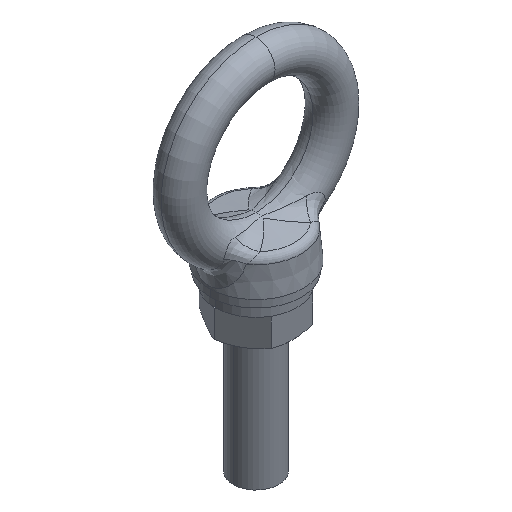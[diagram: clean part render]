
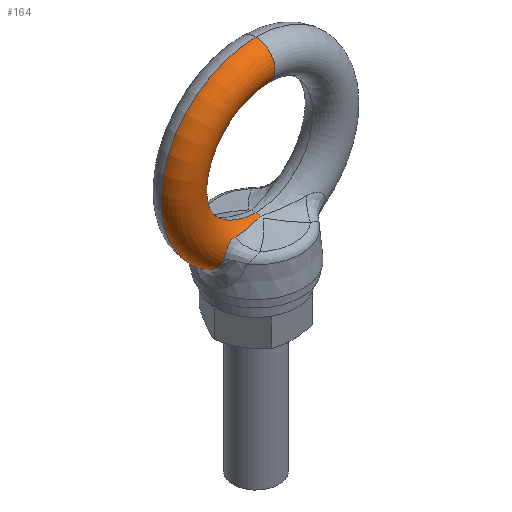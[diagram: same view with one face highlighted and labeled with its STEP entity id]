
A CAD part, isometric view. The second image highlights one B-rep face of the part: STEP entity #164.
In plain terms, the highlighted toroidal (fillet/blend) face has major radius 20 mm and minor radius 5 mm.
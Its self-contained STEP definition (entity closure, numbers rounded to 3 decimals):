
#107 = ORIENTED_EDGE ( 'NONE', *, *, #108, .T. ) ;
#108 = EDGE_CURVE ( 'NONE', #161, #162, #3305, .T. ) ;
#109 = ORIENTED_EDGE ( 'NONE', *, *, #110, .T. ) ;
#110 = EDGE_CURVE ( 'NONE', #162, #111, #3291, .T. ) ;
#111 = VERTEX_POINT ( 'NONE', #3292 ) ;
#112 = ORIENTED_EDGE ( 'NONE', *, *, #113, .T. ) ;
#113 = EDGE_CURVE ( 'NONE', #111, #114, #3270, .T. ) ;
#114 = VERTEX_POINT ( 'NONE', #3269 ) ;
#115 = ORIENTED_EDGE ( 'NONE', *, *, #221, .T. ) ;
#116 = ORIENTED_EDGE ( 'NONE', *, *, #117, .F. ) ;
#117 = EDGE_CURVE ( 'NONE', #118, #158, #3351, .T. ) ;
#118 = VERTEX_POINT ( 'NONE', #3209 ) ;
#158 = VERTEX_POINT ( 'NONE', #3563 ) ;
#159 = ORIENTED_EDGE ( 'NONE', *, *, #160, .T. ) ;
#160 = EDGE_CURVE ( 'NONE', #118, #161, #3550, .T. ) ;
#161 = VERTEX_POINT ( 'NONE', #3551 ) ;
#162 = VERTEX_POINT ( 'NONE', #3652 ) ;
#164 = ADVANCED_FACE ( 'NONE', ( #3625 ), #3622, .T. ) ;
#165 = EDGE_LOOP ( 'NONE', ( #116, #159, #107, #109, #112, #115, #220 ) ) ;
#218 = EDGE_CURVE ( 'NONE', #158, #222, #4104, .T. ) ;
#220 = ORIENTED_EDGE ( 'NONE', *, *, #218, .F. ) ;
#221 = EDGE_CURVE ( 'NONE', #114, #222, #4117, .T. ) ;
#222 = VERTEX_POINT ( 'NONE', #4112 ) ;
#3201 = CARTESIAN_POINT ( 'NONE',  ( -2.017, -1.736, -15.181 ) ) ;
#3202 = CARTESIAN_POINT ( 'NONE',  ( -3.202, -2.06, -15.123 ) ) ;
#3203 = CARTESIAN_POINT ( 'NONE',  ( -3.986, -2.292, -15.049 ) ) ;
#3204 = CARTESIAN_POINT ( 'NONE',  ( -5.545, -2.754, -14.835 ) ) ;
#3205 = CARTESIAN_POINT ( 'NONE',  ( -6.319, -2.985, -14.695 ) ) ;
#3206 = CARTESIAN_POINT ( 'NONE',  ( -7.858, -3.439, -14.368 ) ) ;
#3207 = CARTESIAN_POINT ( 'NONE',  ( -8.623, -3.661, -14.179 ) ) ;
#3208 = CARTESIAN_POINT ( 'NONE',  ( -9.389, -3.872, -13.976 ) ) ;
#3209 = CARTESIAN_POINT ( 'NONE',  ( 0., 0., 25. ) ) ;
#3210 = CARTESIAN_POINT ( 'NONE',  ( -9.389, -3.872, -13.976 ) ) ;
#3211 = CARTESIAN_POINT ( 'NONE',  ( -9.623, -3.937, -13.914 ) ) ;
#3212 = CARTESIAN_POINT ( 'NONE',  ( -9.858, -4.007, -13.86 ) ) ;
#3213 = CARTESIAN_POINT ( 'NONE',  ( -10.326, -4.157, -13.78 ) ) ;
#3214 = CARTESIAN_POINT ( 'NONE',  ( -10.56, -4.236, -13.753 ) ) ;
#3215 = CARTESIAN_POINT ( 'NONE',  ( -11.03, -4.402, -13.747 ) ) ;
#3216 = CARTESIAN_POINT ( 'NONE',  ( -11.268, -4.49, -13.768 ) ) ;
#3217 = CARTESIAN_POINT ( 'NONE',  ( -11.612, -4.617, -13.855 ) ) ;
#3218 = CARTESIAN_POINT ( 'NONE',  ( -11.726, -4.658, -13.893 ) ) ;
#3219 = CARTESIAN_POINT ( 'NONE',  ( -11.944, -4.736, -13.988 ) ) ;
#3220 = CARTESIAN_POINT ( 'NONE',  ( -12.048, -4.773, -14.045 ) ) ;
#3221 = CARTESIAN_POINT ( 'NONE',  ( -12.348, -4.872, -14.245 ) ) ;
#3222 = CARTESIAN_POINT ( 'NONE',  ( -12.53, -4.925, -14.42 ) ) ;
#3223 = CARTESIAN_POINT ( 'NONE',  ( -12.831, -4.99, -14.819 ) ) ;
#3224 = CARTESIAN_POINT ( 'NONE',  ( -12.95, -5.003, -15.037 ) ) ;
#3225 = CARTESIAN_POINT ( 'NONE',  ( -13.139, -4.995, -15.503 ) ) ;
#3226 = CARTESIAN_POINT ( 'NONE',  ( -13.207, -4.974, -15.747 ) ) ;
#3227 = CARTESIAN_POINT ( 'NONE',  ( -13.296, -4.907, -16.232 ) ) ;
#3228 = CARTESIAN_POINT ( 'NONE',  ( -13.317, -4.862, -16.476 ) ) ;
#3268 = CARTESIAN_POINT ( 'NONE',  ( -13.319, -4.806, -16.721 ) ) ;
#3269 = CARTESIAN_POINT ( 'NONE',  ( 0., -1.397, -15.199 ) ) ;
#3270 = B_SPLINE_CURVE_WITH_KNOTS ( 'NONE', 3,
 ( #3208, #3207, #3206, #3205, #3204, #3203, #3202, #3201, #3355, #3354, #3353, #3352 ),
 .UNSPECIFIED., .F., .F.,
 ( 4, 2, 2, 2, 2, 4 ),
 ( 0., 0.002, 0.005, 0.007, 0.009, 0.01 ),
 .UNSPECIFIED. ) ;
#3271 = CARTESIAN_POINT ( 'NONE',  ( -13.319, -4.806, -16.721 ) ) ;
#3272 = CARTESIAN_POINT ( 'NONE',  ( -13.321, -4.745, -16.995 ) ) ;
#3273 = CARTESIAN_POINT ( 'NONE',  ( -13.346, -4.664, -17.264 ) ) ;
#3274 = CARTESIAN_POINT ( 'NONE',  ( -13.439, -4.457, -17.771 ) ) ;
#3275 = CARTESIAN_POINT ( 'NONE',  ( -13.507, -4.333, -18.008 ) ) ;
#3276 = CARTESIAN_POINT ( 'NONE',  ( -13.632, -4.11, -18.339 ) ) ;
#3277 = CARTESIAN_POINT ( 'NONE',  ( -13.677, -4.03, -18.445 ) ) ;
#3278 = CARTESIAN_POINT ( 'NONE',  ( -13.771, -3.863, -18.644 ) ) ;
#3279 = CARTESIAN_POINT ( 'NONE',  ( -13.82, -3.774, -18.737 ) ) ;
#3280 = CARTESIAN_POINT ( 'NONE',  ( -13.968, -3.497, -19.002 ) ) ;
#3281 = CARTESIAN_POINT ( 'NONE',  ( -14.071, -3.296, -19.158 ) ) ;
#3282 = CARTESIAN_POINT ( 'NONE',  ( -14.27, -2.858, -19.436 ) ) ;
#3283 = CARTESIAN_POINT ( 'NONE',  ( -14.365, -2.625, -19.555 ) ) ;
#3284 = CARTESIAN_POINT ( 'NONE',  ( -14.535, -2.141, -19.756 ) ) ;
#3285 = CARTESIAN_POINT ( 'NONE',  ( -14.61, -1.889, -19.839 ) ) ;
#3286 = CARTESIAN_POINT ( 'NONE',  ( -14.733, -1.365, -19.972 ) ) ;
#3287 = CARTESIAN_POINT ( 'NONE',  ( -14.782, -1.094, -20.021 ) ) ;
#3288 = CARTESIAN_POINT ( 'NONE',  ( -14.846, -0.551, -20.086 ) ) ;
#3289 = CARTESIAN_POINT ( 'NONE',  ( -14.862, -0.277, -20.103 ) ) ;
#3290 = CARTESIAN_POINT ( 'NONE',  ( -14.862, 0., -20.103 ) ) ;
#3291 = B_SPLINE_CURVE_WITH_KNOTS ( 'NONE', 3,
 ( #3268, #3228, #3227, #3226, #3225, #3224, #3223, #3222, #3221, #3220, #3219, #3218, #3217, #3216, #3215, #3214, #3213, #3212, #3211, #3210 ),
 .UNSPECIFIED., .F., .F.,
 ( 4, 2, 2, 2, 2, 2, 2, 2, 2, 4 ),
 ( 0., 0.001, 0.001, 0.002, 0.003, 0.003, 0.004, 0.004, 0.005, 0.006 ),
 .UNSPECIFIED. ) ;
#3292 = CARTESIAN_POINT ( 'NONE',  ( -9.389, -3.872, -13.976 ) ) ;
#3305 = B_SPLINE_CURVE_WITH_KNOTS ( 'NONE', 3,
 ( #3290, #3289, #3288, #3287, #3286, #3285, #3284, #3283, #3282, #3281, #3280, #3279, #3278, #3277, #3276, #3275, #3274, #3273, #3272, #3271 ),
 .UNSPECIFIED., .F., .F.,
 ( 4, 2, 2, 2, 2, 2, 2, 2, 2, 4 ),
 ( 0.007, 0.007, 0.008, 0.009, 0.01, 0.011, 0.011, 0.012, 0.012, 0.013 ),
 .UNSPECIFIED. ) ;
#3347 = DIRECTION ( 'NONE',  ( 0., 0., -1. ) ) ;
#3348 = DIRECTION ( 'NONE',  ( 1., 0., 0. ) ) ;
#3349 = CARTESIAN_POINT ( 'NONE',  ( 0., 0., 20. ) ) ;
#3350 = AXIS2_PLACEMENT_3D ( 'NONE', #3349, #3348, #3347 ) ;
#3351 = CIRCLE ( 'NONE', #3350, 5. ) ;
#3352 = CARTESIAN_POINT ( 'NONE',  ( 0., -1.397, -15.199 ) ) ;
#3353 = CARTESIAN_POINT ( 'NONE',  ( -0.41, -1.397, -15.199 ) ) ;
#3354 = CARTESIAN_POINT ( 'NONE',  ( -0.818, -1.46, -15.2 ) ) ;
#3355 = CARTESIAN_POINT ( 'NONE',  ( -1.621, -1.631, -15.192 ) ) ;
#3547 = DIRECTION ( 'NONE',  ( 0., 0., -1. ) ) ;
#3548 = DIRECTION ( 'NONE',  ( 0., -1., 0. ) ) ;
#3549 = AXIS2_PLACEMENT_3D ( 'NONE', #3562, #3548, #3547 ) ;
#3550 = CIRCLE ( 'NONE', #3549, 25. ) ;
#3551 = CARTESIAN_POINT ( 'NONE',  ( -14.862, 0., -20.103 ) ) ;
#3562 = CARTESIAN_POINT ( 'NONE',  ( 0., 0., 0. ) ) ;
#3563 = CARTESIAN_POINT ( 'NONE',  ( 0., 0., 15. ) ) ;
#3619 = DIRECTION ( 'NONE',  ( 0., 0., -1. ) ) ;
#3620 = DIRECTION ( 'NONE',  ( 0., -1., 0. ) ) ;
#3621 = AXIS2_PLACEMENT_3D ( 'NONE', #3624, #3620, #3619 ) ;
#3622 = TOROIDAL_SURFACE ( 'NONE', #3621, 20., 5. ) ;
#3624 = CARTESIAN_POINT ( 'NONE',  ( 0., 0., 0. ) ) ;
#3625 = FACE_OUTER_BOUND ( 'NONE', #165, .T. ) ;
#3652 = CARTESIAN_POINT ( 'NONE',  ( -13.319, -4.806, -16.721 ) ) ;
#4100 = DIRECTION ( 'NONE',  ( 0., 0., -1. ) ) ;
#4101 = DIRECTION ( 'NONE',  ( 0., -1., 0. ) ) ;
#4102 = CARTESIAN_POINT ( 'NONE',  ( 0., 0., 0. ) ) ;
#4103 = AXIS2_PLACEMENT_3D ( 'NONE', #4102, #4101, #4100 ) ;
#4104 = CIRCLE ( 'NONE', #4103, 15. ) ;
#4112 = CARTESIAN_POINT ( 'NONE',  ( 0., 0., -15. ) ) ;
#4113 = DIRECTION ( 'NONE',  ( 0., 0., 1. ) ) ;
#4114 = DIRECTION ( 'NONE',  ( -1., 0., 0. ) ) ;
#4115 = CARTESIAN_POINT ( 'NONE',  ( 0., 0., -20. ) ) ;
#4116 = AXIS2_PLACEMENT_3D ( 'NONE', #4115, #4114, #4113 ) ;
#4117 = CIRCLE ( 'NONE', #4116, 5. ) ;
